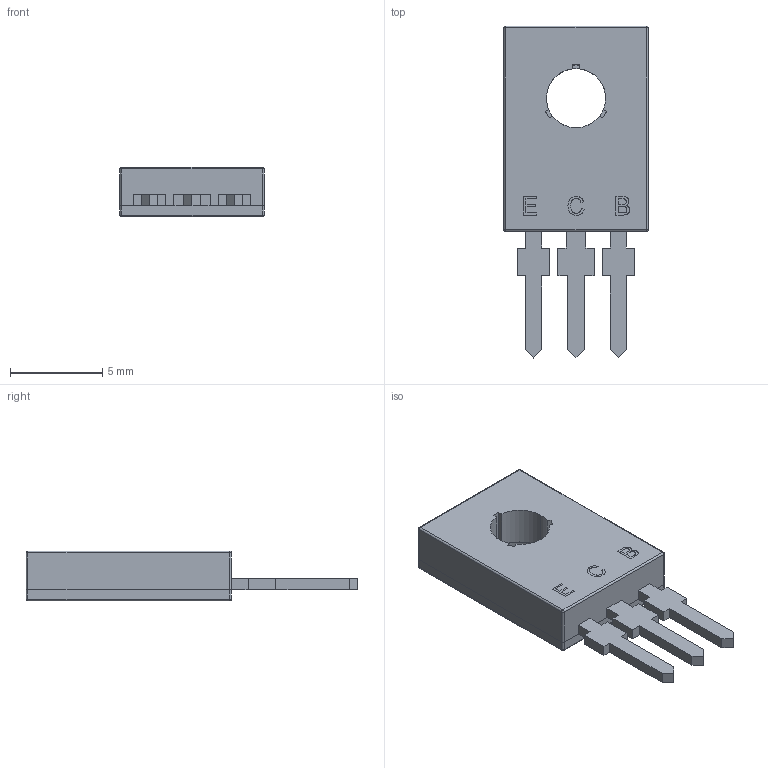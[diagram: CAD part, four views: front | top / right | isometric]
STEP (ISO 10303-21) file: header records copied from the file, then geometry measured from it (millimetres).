
FILE_DESCRIPTION (( 'STEP AP214' ), '1' );
FILE_NAME ('User Library-BD135 (TO-126,SOT32) v4.STEP', '2012-06-03T07:36:39', ( 'sysAdmin' ), ( 'SolidWorks' ), 'SwSTEP 2.0', 'SolidWorks 2012', '' );
FILE_SCHEMA (( 'AUTOMOTIVE_DESIGN' ));
Length unit declared in the file: millimetre
Products named in the file (1): User Library-BD135 (TO-126,SOT32) v4
Bounding box: 7.8 x 17.95 x 2.7 mm (x, y, z)
Volume: 245.6 mm3; surface area: 609.6 mm2
Topology: 6 solids, 6 shells, 500 faces, 1319 edges, 866 vertices
Faces by surface type: plane 281, bspline 183, cylinder 28, sphere 8
Entity records: 29980 total; most frequent: CARTESIAN_POINT 13269, ORIENTED_EDGE 2622, DIRECTION 1637, EDGE_CURVE 1311, VECTOR 889, LINE 889, VERTEX_POINT 866, EDGE_LOOP 549
